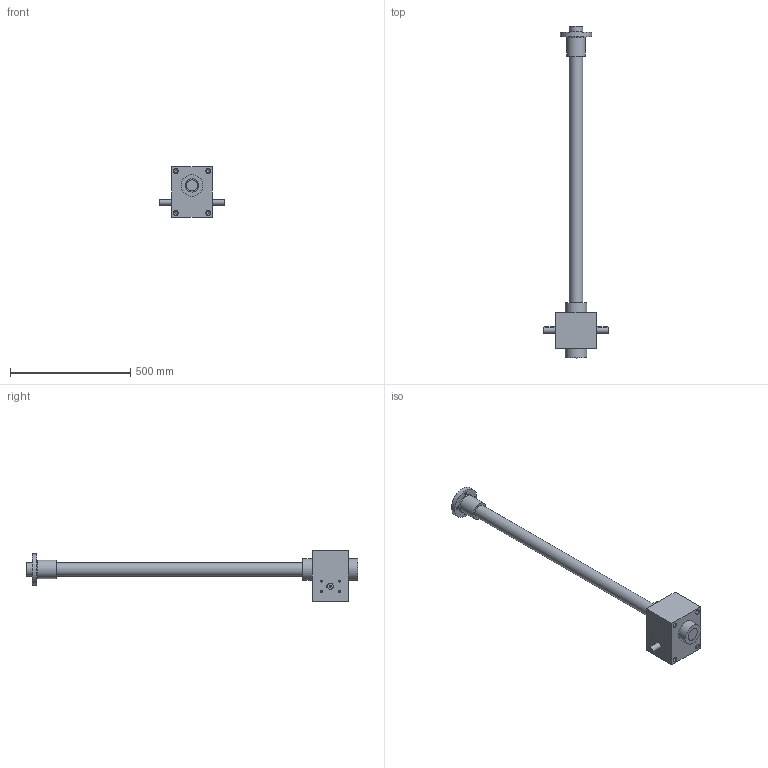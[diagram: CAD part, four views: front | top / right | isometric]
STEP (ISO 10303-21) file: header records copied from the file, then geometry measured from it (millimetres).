
FILE_DESCRIPTION( ( 'STEP AP214' ), ' ' );
FILE_NAME( 'TPR559_B_-_R.1_5_C.1000_-_-_-_-_-_-.stp', '2017-08-20T11:17:49', ( '' ), ( '' ), ' ', 'PARTsolutions', ' ' );
FILE_SCHEMA( ( 'AUTOMOTIVE_DESIGN { 1 0 10303 214 1 1 1 1 }' ) );
Length unit declared in the file: millimetre
Products named in the file (5): TPR559_B_-_R.1/5_C.1000_-_-_-_-_-_-; _TPR559_1_1_1_1_tpr_1; _TPR559-2; _TPR559_1000_11-_tpr_3; _TPR559_1000_1_tpr_4
Assembly tree (5 placements, depth 2):
  TPR559_B_-_R.1/5_C.1000_-_-_-_-_-_-
    _TPR559_1_1_1_1_tpr_1
    _TPR559-2  x2
    _TPR559_1000_11-_tpr_3
    _TPR559_1000_1_tpr_4
Bounding box: 270 x 1380 x 211 mm (x, y, z)
Volume: 9207627.6 mm3; surface area: 602554.8 mm2
Topology: 5 solids, 5 shells, 192 faces, 479 edges, 310 vertices
Faces by surface type: plane 88, cylinder 63, cone 40, torus 1
Full cylindrical faces by diameter (mm): 6.647 x10, 13 x4, 17.294 x8, 25 x3, 46 x2, 55 x1, 76 x1, 90 x2, 130 x1
Entity records: 6506 total; most frequent: CARTESIAN_POINT 894, DIRECTION 868, ORIENTED_EDGE 716, EDGE_CURVE 358, AXIS2_PLACEMENT_3D 325, VERTEX_POINT 283, EDGE_LOOP 276, LINE 218
